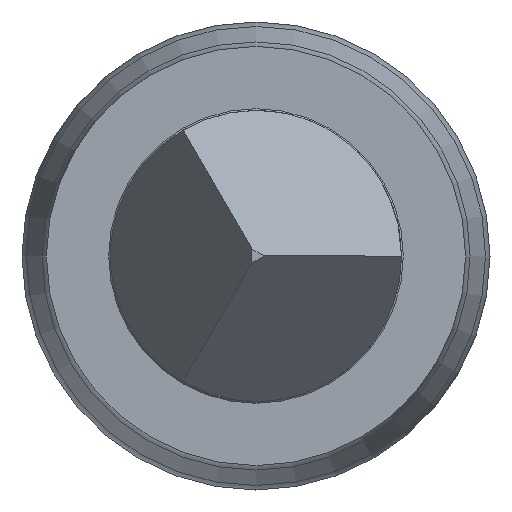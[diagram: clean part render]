
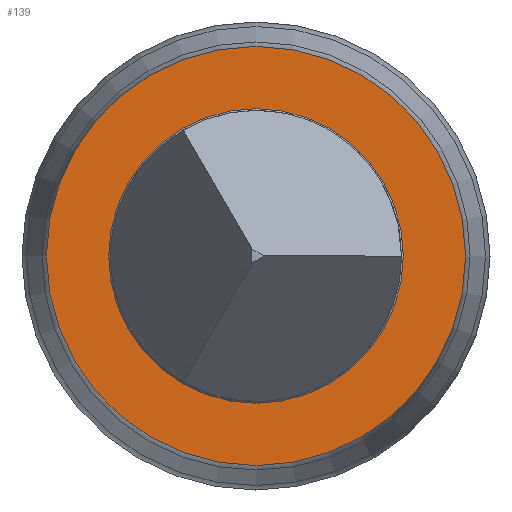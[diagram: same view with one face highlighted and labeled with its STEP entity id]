
A CAD part, left-side view. The second image highlights one B-rep face of the part: STEP entity #139.
In plain terms, the highlighted planar face has unit normal (-1, 0, 0).
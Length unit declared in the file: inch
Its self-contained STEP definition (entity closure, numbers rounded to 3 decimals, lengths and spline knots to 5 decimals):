
#12 = ORIENTED_EDGE ( 'NONE', *, *, #419, .T. ) ;
#46 = AXIS2_PLACEMENT_3D ( 'NONE', #558, #263, #110 ) ;
#83 = CARTESIAN_POINT ( 'NONE',  ( 0., 0., 0. ) ) ;
#86 = CIRCLE ( 'NONE', #323, 0.018 ) ;
#110 = DIRECTION ( 'NONE',  ( 0., -1., 0. ) ) ;
#133 = CARTESIAN_POINT ( 'NONE',  ( 0., 0., 0.01265 ) ) ;
#139 = ADVANCED_FACE ( 'NONE', ( #483, #226 ), #559, .T. ) ;
#146 = ORIENTED_EDGE ( 'NONE', *, *, #302, .T. ) ;
#226 = FACE_OUTER_BOUND ( 'NONE', #264, .T. ) ;
#263 = DIRECTION ( 'NONE',  ( -1., 0., 0. ) ) ;
#264 = EDGE_LOOP ( 'NONE', ( #12 ) ) ;
#277 = DIRECTION ( 'NONE',  ( 0., -1., 0. ) ) ;
#302 = EDGE_CURVE ( 'NONE', #638, #638, #541, .T. ) ;
#317 = DIRECTION ( 'NONE',  ( 0., 0., 1. ) ) ;
#323 = AXIS2_PLACEMENT_3D ( 'NONE', #83, #569, #277 ) ;
#324 = CARTESIAN_POINT ( 'NONE',  ( 0., 0., 0. ) ) ;
#337 = VERTEX_POINT ( 'NONE', #594 ) ;
#419 = EDGE_CURVE ( 'NONE', #337, #337, #86, .T. ) ;
#467 = EDGE_LOOP ( 'NONE', ( #146 ) ) ;
#483 = FACE_BOUND ( 'NONE', #467, .T. ) ;
#516 = DIRECTION ( 'NONE',  ( 1., 0., 0. ) ) ;
#541 = CIRCLE ( 'NONE', #550, 0.01265 ) ;
#550 = AXIS2_PLACEMENT_3D ( 'NONE', #324, #516, #317 ) ;
#558 = CARTESIAN_POINT ( 'NONE',  ( 0., 0., 0.018 ) ) ;
#559 = PLANE ( 'NONE',  #46 ) ;
#569 = DIRECTION ( 'NONE',  ( -1., 0., 0. ) ) ;
#594 = CARTESIAN_POINT ( 'NONE',  ( 0., -0.018, 0. ) ) ;
#638 = VERTEX_POINT ( 'NONE', #133 ) ;
